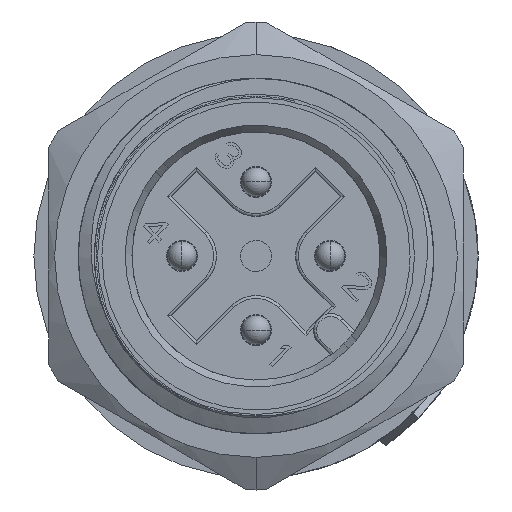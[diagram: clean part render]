
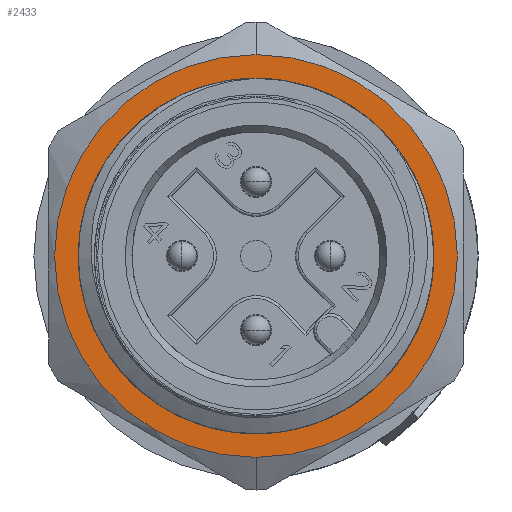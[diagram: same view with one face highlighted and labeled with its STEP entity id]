
A CAD part, front view. The second image highlights one B-rep face of the part: STEP entity #2433.
In plain terms, the highlighted planar face has unit normal (0, -1, 0).
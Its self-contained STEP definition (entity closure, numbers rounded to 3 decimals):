
#2433=ADVANCED_FACE('',(#4911,#4912),#4913,.T.);
#4911=FACE_OUTER_BOUND('',#13727,.T.);
#4912=FACE_BOUND('',#13728,.T.);
#4913=PLANE('',#13729);
#13727=EDGE_LOOP('',(#22238,#22239));
#13728=EDGE_LOOP('',(#22240,#22241));
#13729=AXIS2_PLACEMENT_3D('',#22242,#22243,#22244);
#22238=ORIENTED_EDGE('',*,*,#25727,.F.);
#22239=ORIENTED_EDGE('',*,*,#25767,.T.);
#22240=ORIENTED_EDGE('',*,*,#25769,.F.);
#22241=ORIENTED_EDGE('',*,*,#25403,.T.);
#22242=CARTESIAN_POINT('',(0.0,-6.3,0.0));
#22243=DIRECTION('',(0.0,-1.0,0.0));
#22244=DIRECTION('',(0.0,0.0,1.0));
#25403=EDGE_CURVE('',#29472,#29470,#29473,.T.);
#25727=EDGE_CURVE('',#29988,#29990,#29991,.T.);
#25767=EDGE_CURVE('',#29988,#29990,#30046,.T.);
#25769=EDGE_CURVE('',#29472,#29470,#30048,.T.);
#29470=VERTEX_POINT('',#37464);
#29472=VERTEX_POINT('',#37467);
#29473=CIRCLE('',#37468,6.0);
#29988=VERTEX_POINT('',#38338);
#29990=VERTEX_POINT('',#38341);
#29991=CIRCLE('',#38342,6.8);
#30046=CIRCLE('',#38487,6.8);
#30048=CIRCLE('',#38489,6.0);
#37464=CARTESIAN_POINT('',(0.0,-6.3,6.0));
#37467=CARTESIAN_POINT('',(0.0,-6.3,-6.0));
#37468=AXIS2_PLACEMENT_3D('',#42332,#42333,#42334);
#38338=CARTESIAN_POINT('',(0.0,-6.3,-6.8));
#38341=CARTESIAN_POINT('',(0.0,-6.3,6.8));
#38342=AXIS2_PLACEMENT_3D('',#42922,#42923,#42924);
#38487=AXIS2_PLACEMENT_3D('',#42965,#42966,#42967);
#38489=AXIS2_PLACEMENT_3D('',#42968,#42969,#42970);
#42332=CARTESIAN_POINT('',(0.0,-6.3,0.0));
#42333=DIRECTION('',(0.0,1.0,0.0));
#42334=DIRECTION('',(0.0,0.0,-1.0));
#42922=CARTESIAN_POINT('',(0.0,-6.3,0.0));
#42923=DIRECTION('',(0.0,1.0,0.0));
#42924=DIRECTION('',(0.0,0.0,-1.0));
#42965=CARTESIAN_POINT('',(0.0,-6.3,0.0));
#42966=DIRECTION('',(0.0,-1.0,0.0));
#42967=DIRECTION('',(0.0,0.0,-1.0));
#42968=CARTESIAN_POINT('',(0.0,-6.3,0.0));
#42969=DIRECTION('',(0.0,-1.0,0.0));
#42970=DIRECTION('',(0.0,0.0,-1.0));
